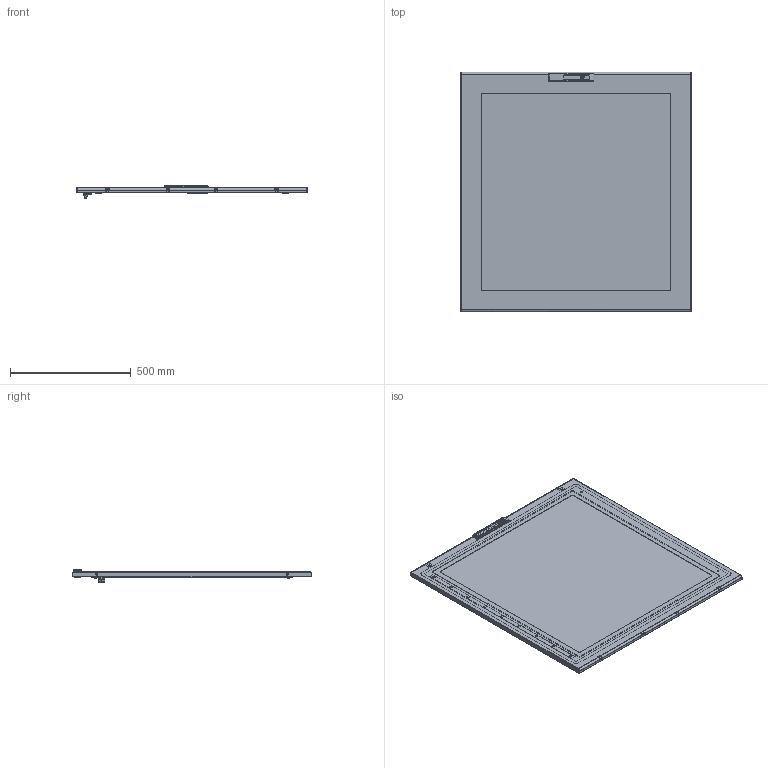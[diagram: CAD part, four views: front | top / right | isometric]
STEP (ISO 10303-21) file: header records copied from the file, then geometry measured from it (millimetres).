
FILE_DESCRIPTION (( 'STEP AP203' ), '1' );
FILE_NAME ('1000x1000.step', '2011-12-15T07:24:08', ( 'User' ), ( 'DKC' ), 'SwSTEP 2.0', 'SolidWorks 2011', '' );
FILE_SCHEMA (( 'CONFIG_CONTROL_DESIGN' ));
Products named in the file (31): hermetic for transparente door_1000x1000; Montante verticale + Traversa orizzontale interno porta_Traversa orizzontale-verticale 1000; Vetro porta quadro_R5CPTE10100; Sostegno autoallineante per porta AC00C446; Çåðêàëüíî îòðàçèòüterminator for door.SLDPRT2; Çåðêàëüíî îòðàçèòüboccola AC00C378; Çåðêàëüíî îòðàçèòüribattino AC00C377; terminator for door.SLDPRT; boccola AC00C378; ribattino AC00C377; AC00C254_Default; Hex Flange Bolt M6x10_ISO 4162 - M6 x 12 x 12-S; Wood screw 4.2x13_R5A07; Nut M6_Hexagon Nut ISO - 4034 - M6 - S; AC00C184 dado telaio interno porta_Default; land; hinge AC00C170_Default; distanziale di gomma per RAM BLOCK_AC00C390; linguetta_AC00C387; ASTINA Inferiore_1000; ASTINA Superiore_1000; RAMBLOCK montata modificated_Default; Ingranaggio per cariglione modificated_AC00C388; inserto chiave per maniglia RAM BLOCK_AC00C389; Sealing ring; basetta esterna_AC00C506; maniglia RAM BLOCK modificated_AC00C505; AC00C400 Quadro IP55 Guida aste_Default; Sviluppo porta transparente quadro_1000X1000; 1000x1000; sealant for sviluppo porta quadro_1000x1000
Assembly tree (49 placements, depth 3):
  1000x1000
    Nut M6_Hexagon Nut ISO - 4034 - M6 - S  x2
    land  x6
    hinge AC00C170_Default  x4
    Wood screw 4.2x13_R5A07  x5
    AC00C254_Default  x4
    AC00C184 dado telaio interno porta_Default  x2
    ASTINA Superiore_1000
    linguetta_AC00C387
    sealant for sviluppo porta quadro_1000x1000
    Sostegno autoallineante per porta AC00C446
    distanziale di gomma per RAM BLOCK_AC00C390  x2
    AC00C400 Quadro IP55 Guida aste_Default  x2
    ASTINA Inferiore_1000
    Vetro porta quadro_R5CPTE10100
    Sviluppo porta transparente quadro_1000X1000
    Çåðêàëüíî îòðàçèòüterminator for door.SLDPRT2
      Çåðêàëüíî îòðàçèòüribattino AC00C377
      Çåðêàëüíî îòðàçèòüboccola AC00C378
    terminator for door.SLDPRT
      boccola AC00C378
      ribattino AC00C377
    RAMBLOCK montata modificated_Default
      inserto chiave per maniglia RAM BLOCK_AC00C389
      Ingranaggio per cariglione modificated_AC00C388
      Sealing ring
      maniglia RAM BLOCK modificated_AC00C505
      basetta esterna_AC00C506
    hermetic for transparente door_1000x1000
    Montante verticale + Traversa orizzontale interno porta_Traversa orizzontale-verticale 1000
    Hex Flange Bolt M6x10_ISO 4162 - M6 x 12 x 12-S
Bounding box: 955 x 994 x 52.66 mm (x, y, z)
Volume: 4255728.1 mm3; surface area: 2691130.9 mm2
Topology: 52 solids, 52 shells, 4193 faces, 11462 edges, 7406 vertices
Faces by surface type: bspline 1737, cylinder 1142, plane 883, cone 385, torus 36, sphere 10
Entity records: 130905 total; most frequent: CARTESIAN_POINT 87243, ORIENTED_EDGE 9026, DIRECTION 7444, EDGE_CURVE 4513, VERTEX_POINT 2884, AXIS2_PLACEMENT_3D 2674, VECTOR 2096, LINE 2096
